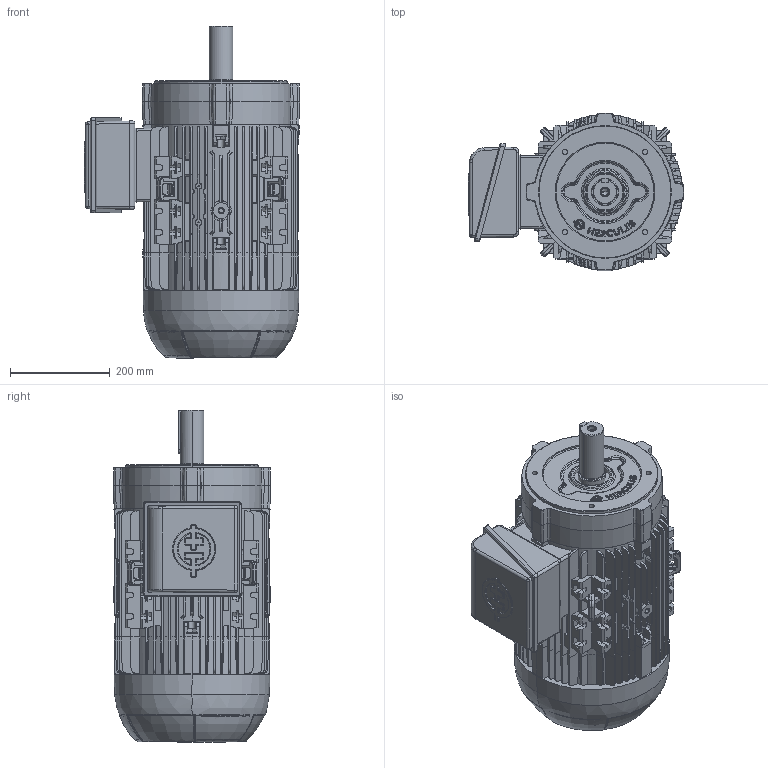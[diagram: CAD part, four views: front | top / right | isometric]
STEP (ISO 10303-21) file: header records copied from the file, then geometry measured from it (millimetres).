
FILE_DESCRIPTION (( 'STEP AP203' ), '1' );
FILE_NAME ('180L_SP_FC_RIGHT.STEP', '2022-07-17T23:56:06', ( '' ), ( '' ), 'SwSTEP 2.0', 'SolidWorks 2020', '' );
FILE_SCHEMA (( 'CONFIG_CONTROL_DESIGN' ));
Length unit declared in the file: millimetre
Products named in the file (8): 105006203_casca_Usinado; 105006204-205_casca_50.5307.125 (L); Eixo IEC180 - 4P_50.5342.008 (L); 180L_SP_FC_RIGHT; 105030278_casca; 105032 DIN6885 AB - ABNT C_10.5032.050; 105035277_casca_50.5307.121; 105006202_casca_USINADO
Assembly tree (7 placements, depth 2):
  180L_SP_FC_RIGHT
    105006204-205_casca_50.5307.125 (L)
    Eixo IEC180 - 4P_50.5342.008 (L)
    105006202_casca_USINADO
    105006203_casca_Usinado
    105030278_casca
    105032 DIN6885 AB - ABNT C_10.5032.050
    105035277_casca_50.5307.121
Bounding box: 432.45 x 316 x 667 mm (x, y, z)
Volume: 41390742.5 mm3; surface area: 1730172.5 mm2
Topology: 7 solids, 10 shells, 3906 faces, 10052 edges, 6254 vertices
Faces by surface type: plane 1525, cylinder 1203, bspline 658, cone 274, sphere 132, torus 114
Entity records: 142864 total; most frequent: CARTESIAN_POINT 55884, ORIENTED_EDGE 20088, DIRECTION 15557, EDGE_CURVE 10044, VERTEX_POINT 6254, AXIS2_PLACEMENT_3D 5302, VECTOR 4953, LINE 4953
